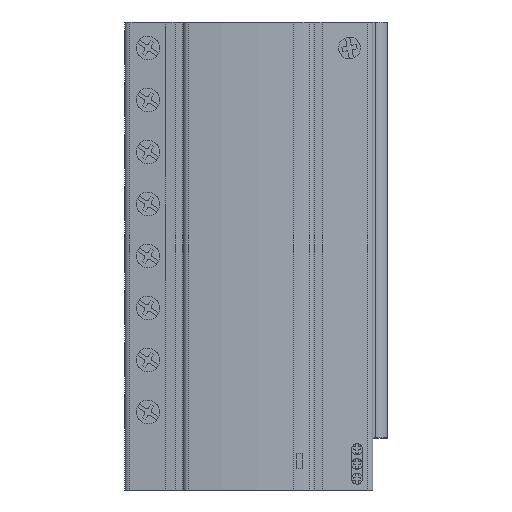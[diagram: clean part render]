
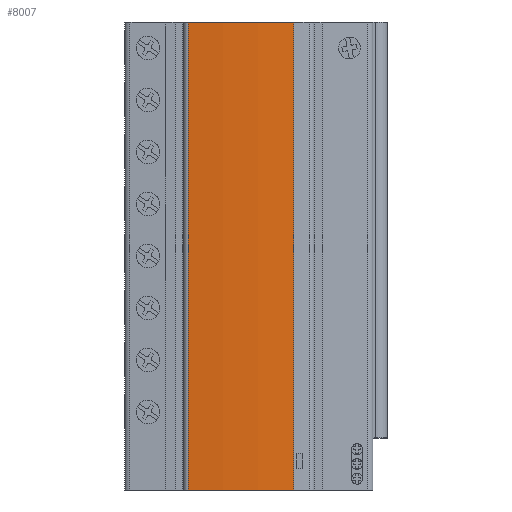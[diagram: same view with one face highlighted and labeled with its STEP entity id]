
A CAD part, left-side view. The second image highlights one B-rep face of the part: STEP entity #8007.
In plain terms, the highlighted cylindrical face has radius 200 mm (diameter 400 mm), a partial arc.
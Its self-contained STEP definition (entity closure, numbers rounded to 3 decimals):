
#1133=DIRECTION('',(0.,0.,1.));
#1134=VECTOR('',#1133,160.2);
#1135=CARTESIAN_POINT('',(-57.41,-15.357,-8.9));
#1136=LINE('',#1135,#1134);
#1137=DIRECTION('',(0.,0.,1.));
#1138=VECTOR('',#1137,160.2);
#1139=CARTESIAN_POINT('',(-56.926,20.698,-8.9));
#1140=LINE('',#1139,#1138);
#4678=CARTESIAN_POINT('',(142.,0.,-8.9));
#4679=DIRECTION('',(0.,0.,1.));
#4680=DIRECTION('',(-0.995,0.103,0.));
#4681=AXIS2_PLACEMENT_3D('',#4678,#4679,#4680);
#4842=CARTESIAN_POINT('',(142.,0.,151.3));
#4843=DIRECTION('',(0.,0.,1.));
#4844=DIRECTION('',(-0.995,0.103,0.));
#4845=AXIS2_PLACEMENT_3D('',#4842,#4843,#4844);
#5784=CARTESIAN_POINT('',(-56.926,20.698,151.3));
#5786=VERTEX_POINT('',#5784);
#5787=CARTESIAN_POINT('',(-57.41,-15.357,151.3));
#5788=VERTEX_POINT('',#5787);
#5950=CARTESIAN_POINT('',(-56.926,20.698,-8.9));
#5952=VERTEX_POINT('',#5950);
#5953=CARTESIAN_POINT('',(-57.41,-15.357,-8.9));
#5954=VERTEX_POINT('',#5953);
#7993=CARTESIAN_POINT('',(142.,0.,8.9));
#7994=DIRECTION('',(0.,0.,1.));
#7995=DIRECTION('',(1.,0.,0.));
#7996=AXIS2_PLACEMENT_3D('',#7993,#7994,#7995);
#7997=CYLINDRICAL_SURFACE('',#7996,200.);
#7999=ORIENTED_EDGE('',*,*,#7998,.T.);
#8001=ORIENTED_EDGE('',*,*,#8000,.T.);
#8002=ORIENTED_EDGE('',*,*,#7983,.F.);
#8004=ORIENTED_EDGE('',*,*,#8003,.F.);
#8005=EDGE_LOOP('',(#7999,#8001,#8002,#8004));
#8006=FACE_OUTER_BOUND('',#8005,.F.);
#8007=ADVANCED_FACE('',(#8006),#7997,.T.);
#4682=CIRCLE('',#4681,200.);
#4846=CIRCLE('',#4845,200.);
#7983=EDGE_CURVE('',#5954,#5788,#1136,.T.);
#7998=EDGE_CURVE('',#5952,#5786,#1140,.T.);
#8000=EDGE_CURVE('',#5786,#5788,#4846,.T.);
#8003=EDGE_CURVE('',#5952,#5954,#4682,.T.);
